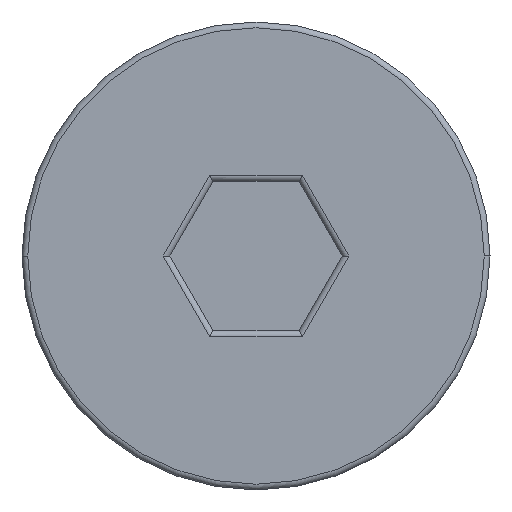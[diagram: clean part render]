
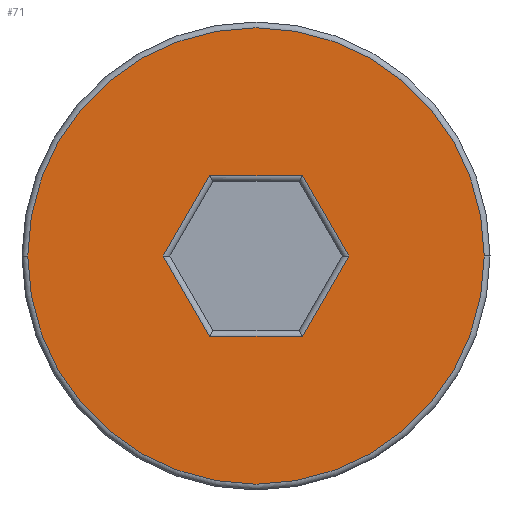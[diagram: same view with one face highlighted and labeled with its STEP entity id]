
A CAD part, left-side view. The second image highlights one B-rep face of the part: STEP entity #71.
In plain terms, the highlighted planar face has unit normal (-1, 0, 0).
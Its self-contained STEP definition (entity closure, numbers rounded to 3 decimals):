
#71 = ADVANCED_FACE ( 'NONE', ( #5381, #2423 ), #3389, .F. ) ;
#104 = DIRECTION ( 'NONE',  ( 1., 0., 0. ) ) ;
#225 = LINE ( 'NONE', #4516, #1270 ) ;
#431 = CARTESIAN_POINT ( 'NONE',  ( -20., 0., 0. ) ) ;
#454 = DIRECTION ( 'NONE',  ( -1., 0., 0. ) ) ;
#502 = LINE ( 'NONE', #2432, #4927 ) ;
#580 = VERTEX_POINT ( 'NONE', #5933 ) ;
#585 = ORIENTED_EDGE ( 'NONE', *, *, #2252, .T. ) ;
#719 = ORIENTED_EDGE ( 'NONE', *, *, #5857, .T. ) ;
#728 = VECTOR ( 'NONE', #3222, 1000. ) ;
#1059 = DIRECTION ( 'NONE',  ( 0., -1., 0. ) ) ;
#1222 = EDGE_CURVE ( 'NONE', #4548, #580, #3409, .T. ) ;
#1270 = VECTOR ( 'NONE', #1707, 1000. ) ;
#1386 = DIRECTION ( 'NONE',  ( 0., 1., 0. ) ) ;
#1462 = AXIS2_PLACEMENT_3D ( 'NONE', #4021, #5562, #2729 ) ;
#1473 = VERTEX_POINT ( 'NONE', #6059 ) ;
#1495 = LINE ( 'NONE', #4663, #3481 ) ;
#1520 = VECTOR ( 'NONE', #1059, 1000. ) ;
#1699 = VERTEX_POINT ( 'NONE', #2151 ) ;
#1707 = DIRECTION ( 'NONE',  ( 0., 0.5, -0.866 ) ) ;
#1880 = CIRCLE ( 'NONE', #2157, 3.919 ) ;
#1942 = CARTESIAN_POINT ( 'NONE',  ( -20., 0., 0. ) ) ;
#2005 = ORIENTED_EDGE ( 'NONE', *, *, #2773, .T. ) ;
#2028 = CARTESIAN_POINT ( 'NONE',  ( -20., -1.195, 0.69 ) ) ;
#2103 = EDGE_CURVE ( 'NONE', #1473, #1699, #2842, .T. ) ;
#2110 = EDGE_CURVE ( 'NONE', #580, #1473, #3198, .T. ) ;
#2151 = CARTESIAN_POINT ( 'NONE',  ( -20., -1.593, 0. ) ) ;
#2157 = AXIS2_PLACEMENT_3D ( 'NONE', #431, #454, #1386 ) ;
#2252 = EDGE_CURVE ( 'NONE', #5406, #3023, #1880, .T. ) ;
#2295 = ORIENTED_EDGE ( 'NONE', *, *, #2103, .T. ) ;
#2423 = FACE_OUTER_BOUND ( 'NONE', #4862, .T. ) ;
#2432 = CARTESIAN_POINT ( 'NONE',  ( -20., 1.195, -0.69 ) ) ;
#2519 = CARTESIAN_POINT ( 'NONE',  ( -20., 0., 1.38 ) ) ;
#2718 = EDGE_LOOP ( 'NONE', ( #2005, #2885, #5072, #4424, #3466, #2295 ) ) ;
#2729 = DIRECTION ( 'NONE',  ( 0., 1., 0. ) ) ;
#2773 = EDGE_CURVE ( 'NONE', #1699, #3536, #225, .T. ) ;
#2788 = DIRECTION ( 'NONE',  ( 0., 1., 0. ) ) ;
#2808 = CARTESIAN_POINT ( 'NONE',  ( -20., -3.919, 0. ) ) ;
#2842 = LINE ( 'NONE', #2028, #5859 ) ;
#2885 = ORIENTED_EDGE ( 'NONE', *, *, #4876, .T. ) ;
#2934 = DIRECTION ( 'NONE',  ( 0., -0.5, -0.866 ) ) ;
#3023 = VERTEX_POINT ( 'NONE', #5246 ) ;
#3198 = LINE ( 'NONE', #2519, #1520 ) ;
#3222 = DIRECTION ( 'NONE',  ( 0., -0.5, 0.866 ) ) ;
#3339 = DIRECTION ( 'NONE',  ( 0., 0.5, 0.866 ) ) ;
#3389 = PLANE ( 'NONE',  #4323 ) ;
#3409 = LINE ( 'NONE', #6040, #728 ) ;
#3466 = ORIENTED_EDGE ( 'NONE', *, *, #2110, .T. ) ;
#3481 = VECTOR ( 'NONE', #2788, 1000. ) ;
#3507 = CIRCLE ( 'NONE', #1462, 3.919 ) ;
#3536 = VERTEX_POINT ( 'NONE', #5773 ) ;
#4021 = CARTESIAN_POINT ( 'NONE',  ( -20., 0., 0. ) ) ;
#4144 = EDGE_CURVE ( 'NONE', #5529, #4548, #502, .T. ) ;
#4263 = CARTESIAN_POINT ( 'NONE',  ( -20., 0.797, -1.38 ) ) ;
#4323 = AXIS2_PLACEMENT_3D ( 'NONE', #1942, #104, #4827 ) ;
#4424 = ORIENTED_EDGE ( 'NONE', *, *, #1222, .T. ) ;
#4516 = CARTESIAN_POINT ( 'NONE',  ( -20., -1.195, -0.69 ) ) ;
#4548 = VERTEX_POINT ( 'NONE', #5052 ) ;
#4663 = CARTESIAN_POINT ( 'NONE',  ( -20., 0., -1.38 ) ) ;
#4827 = DIRECTION ( 'NONE',  ( 0., 1., 0. ) ) ;
#4862 = EDGE_LOOP ( 'NONE', ( #719, #585 ) ) ;
#4876 = EDGE_CURVE ( 'NONE', #3536, #5529, #1495, .T. ) ;
#4927 = VECTOR ( 'NONE', #3339, 1000. ) ;
#5052 = CARTESIAN_POINT ( 'NONE',  ( -20., 1.593, 0. ) ) ;
#5072 = ORIENTED_EDGE ( 'NONE', *, *, #4144, .T. ) ;
#5246 = CARTESIAN_POINT ( 'NONE',  ( -20., 3.919, 0. ) ) ;
#5381 = FACE_BOUND ( 'NONE', #2718, .T. ) ;
#5406 = VERTEX_POINT ( 'NONE', #2808 ) ;
#5529 = VERTEX_POINT ( 'NONE', #4263 ) ;
#5562 = DIRECTION ( 'NONE',  ( -1., 0., 0. ) ) ;
#5773 = CARTESIAN_POINT ( 'NONE',  ( -20., -0.797, -1.38 ) ) ;
#5857 = EDGE_CURVE ( 'NONE', #3023, #5406, #3507, .T. ) ;
#5859 = VECTOR ( 'NONE', #2934, 1000. ) ;
#5933 = CARTESIAN_POINT ( 'NONE',  ( -20., 0.797, 1.38 ) ) ;
#6040 = CARTESIAN_POINT ( 'NONE',  ( -20., 1.195, 0.69 ) ) ;
#6059 = CARTESIAN_POINT ( 'NONE',  ( -20., -0.797, 1.38 ) ) ;
